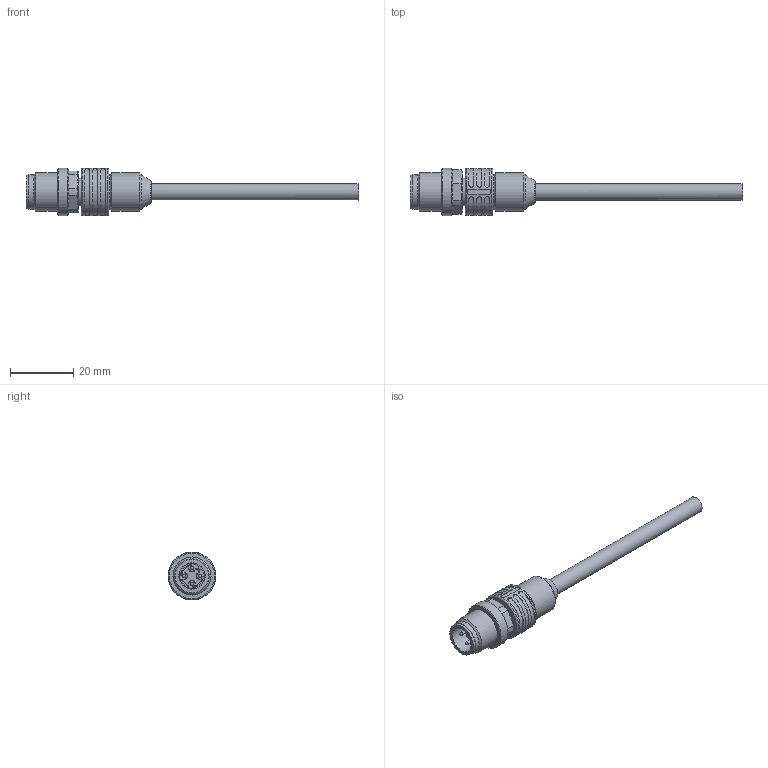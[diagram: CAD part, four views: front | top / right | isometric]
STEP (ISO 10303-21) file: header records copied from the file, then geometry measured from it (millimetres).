
FILE_DESCRIPTION(/* description */ (''),/* implementation_level */ '2;1');
FILE_NAME(/* name */ 'AL-WASG4-2.stp',/* time_stamp */ '2016-11-22T08:40:06+01:00',/* author */ (''),/* organization */ (''),/* preprocessor_version */ 'ST-DEVELOPER v16',/* originating_system */ 'SIEMENS PLM Software NX 10.0',/* authorisation */ '');
FILE_SCHEMA (('AUTOMOTIVE_DESIGN { 1 0 10303 214 3 1 1 1 }'));
Length unit declared in the file: millimetre
Products named in the file (1): AL-WASG4-2
Bounding box: 104.6 x 15 x 15 mm (x, y, z)
Volume: 5901.9 mm3; surface area: 3550.1 mm2
Topology: 1 solids, 1 shells, 211 faces, 530 edges, 339 vertices
Faces by surface type: plane 83, cylinder 68, extrusion 25, torus 13, cone 12, bspline 6, sphere 4
Full cylindrical faces by diameter (mm): 1 x4, 5.2 x1, 8.3 x1, 8.7 x1, 10.5 x1, 10.8 x1, 12 x2, 15 x2
Entity records: 7168 total; most frequent: CARTESIAN_POINT 2386, ORIENTED_EDGE 968, DIRECTION 936, EDGE_CURVE 484, AXIS2_PLACEMENT_3D 342, VERTEX_POINT 325, EDGE_LOOP 261, VECTOR 252
